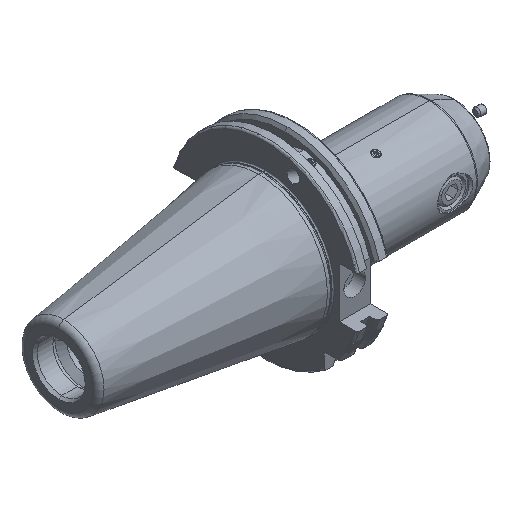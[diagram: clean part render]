
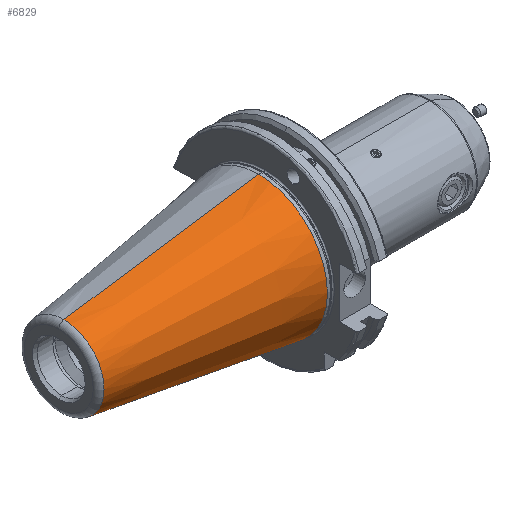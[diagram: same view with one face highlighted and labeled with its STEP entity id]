
A CAD part, isometric view. The second image highlights one B-rep face of the part: STEP entity #6829.
In plain terms, the highlighted conical face has half-angle 8.297 degrees and reference radius 34.925 mm.
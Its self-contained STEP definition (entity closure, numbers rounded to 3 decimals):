
#2373 = CARTESIAN_POINT ( 'NONE',  ( 0., 0., 34.925 ) ) ;
#2406 = CARTESIAN_POINT ( 'NONE',  ( 0., 0., -34.925 ) ) ;
#2422 = DIRECTION ( 'NONE',  ( 0., 0., 1. ) ) ;
#2423 = DIRECTION ( 'NONE',  ( 1., 0., 0. ) ) ;
#2424 = CARTESIAN_POINT ( 'NONE',  ( 0., 0., 0. ) ) ;
#2425 = AXIS2_PLACEMENT_3D ( 'NONE', #2424, #2423, #2422 ) ;
#2426 = CONICAL_SURFACE ( 'NONE', #2425, 34.925, 0.145 ) ;
#2428 = FACE_OUTER_BOUND ( 'NONE', #6800, .T. ) ;
#2429 = DIRECTION ( 'NONE',  ( 0.99, 0., -0.144 ) ) ;
#2430 = VECTOR ( 'NONE', #2429, 1000. ) ;
#2431 = CARTESIAN_POINT ( 'NONE',  ( 0., 0., -34.925 ) ) ;
#2432 = LINE ( 'NONE', #2431, #2430 ) ;
#2433 = DIRECTION ( 'NONE',  ( 0.99, 0., 0.144 ) ) ;
#2434 = VECTOR ( 'NONE', #2433, 1000. ) ;
#2435 = CARTESIAN_POINT ( 'NONE',  ( 0., 0., 34.925 ) ) ;
#2436 = LINE ( 'NONE', #2435, #2434 ) ;
#2453 = DIRECTION ( 'NONE',  ( 0., 0., -1. ) ) ;
#2454 = DIRECTION ( 'NONE',  ( -1., 0., 0. ) ) ;
#2455 = CARTESIAN_POINT ( 'NONE',  ( -99.183, 0., 0. ) ) ;
#2456 = AXIS2_PLACEMENT_3D ( 'NONE', #2455, #2454, #2453 ) ;
#2457 = CIRCLE ( 'NONE', #2456, 20.461 ) ;
#2458 = DIRECTION ( 'NONE',  ( 0., 0., -1. ) ) ;
#2459 = DIRECTION ( 'NONE',  ( -1., 0., 0. ) ) ;
#2460 = CARTESIAN_POINT ( 'NONE',  ( 0., 0., 0. ) ) ;
#2461 = AXIS2_PLACEMENT_3D ( 'NONE', #2460, #2459, #2458 ) ;
#2462 = CIRCLE ( 'NONE', #2461, 34.925 ) ;
#2469 = CARTESIAN_POINT ( 'NONE',  ( -99.183, 0., 20.461 ) ) ;
#2473 = CARTESIAN_POINT ( 'NONE',  ( -99.183, 0., -20.461 ) ) ;
#6782 = VERTEX_POINT ( 'NONE', #2373 ) ;
#6799 = ORIENTED_EDGE ( 'NONE', *, *, #6845, .F. ) ;
#6800 = EDGE_LOOP ( 'NONE', ( #6799, #6813, #6837, #6819 ) ) ;
#6802 = VERTEX_POINT ( 'NONE', #2406 ) ;
#6813 = ORIENTED_EDGE ( 'NONE', *, *, #6828, .T. ) ;
#6819 = ORIENTED_EDGE ( 'NONE', *, *, #6827, .F. ) ;
#6827 = EDGE_CURVE ( 'NONE', #6839, #6782, #2436, .T. ) ;
#6828 = EDGE_CURVE ( 'NONE', #6838, #6802, #2432, .T. ) ;
#6829 = ADVANCED_FACE ( 'NONE', ( #2428 ), #2426, .T. ) ;
#6837 = ORIENTED_EDGE ( 'NONE', *, *, #6843, .T. ) ;
#6838 = VERTEX_POINT ( 'NONE', #2473 ) ;
#6839 = VERTEX_POINT ( 'NONE', #2469 ) ;
#6843 = EDGE_CURVE ( 'NONE', #6802, #6782, #2462, .T. ) ;
#6845 = EDGE_CURVE ( 'NONE', #6838, #6839, #2457, .T. ) ;
